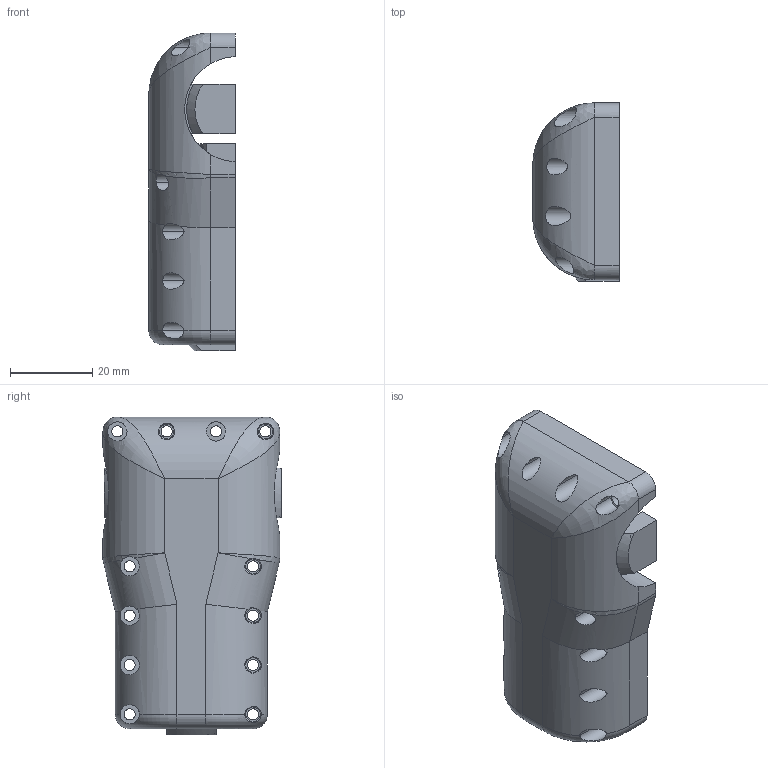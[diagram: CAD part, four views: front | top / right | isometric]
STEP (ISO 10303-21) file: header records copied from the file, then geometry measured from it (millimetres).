
FILE_DESCRIPTION(/* description */ ('VariCAD 2015-2.06 AP-214'),/* implementation_level */ '2;1');
FILE_NAME(/* name */ '0393-27-03c.stp',/* time_stamp */ '2016-05-11T12:06:53-06:00',/* author */ (''),/* organization */ (''),/* preprocessor_version */ 'ST-DEVELOPER v14',/* originating_system */ 'VariCAD 2015-2.06; kernel version (20130303)',/* authorisation */ '');
FILE_SCHEMA (('AUTOMOTIVE_DESIGN'));
Length unit declared in the file: millimetre
Products named in the file (2): 0393-27-03c
Assembly tree (1 placements, depth 2):
  0393-27-03c
    0393-27-03c
Bounding box: 21 x 43.3 x 77.29 mm (x, y, z)
Volume: 32930.4 mm3; surface area: 16682.5 mm2
Topology: 1 solids, 1 shells, 252 faces, 719 edges, 476 vertices
Faces by surface type: plane 126, cylinder 94, cone 24, bspline 4, torus 4
Entity records: 10604 total; most frequent: CARTESIAN_POINT 3041, ORIENTED_EDGE 1430, DIRECTION 1355, EDGE_CURVE 715, AXIS2_PLACEMENT_3D 488, VERTEX_POINT 476, LINE 379, VECTOR 379
